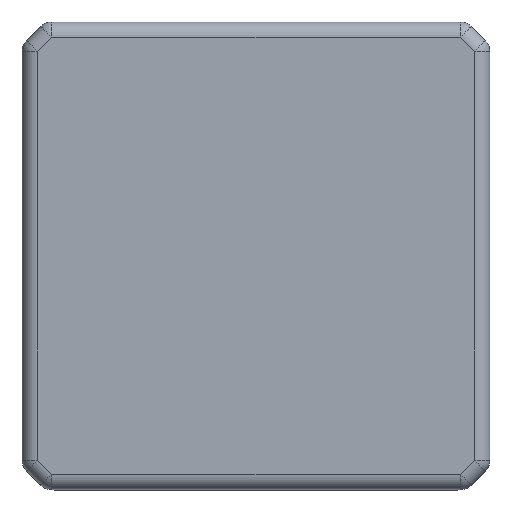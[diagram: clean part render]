
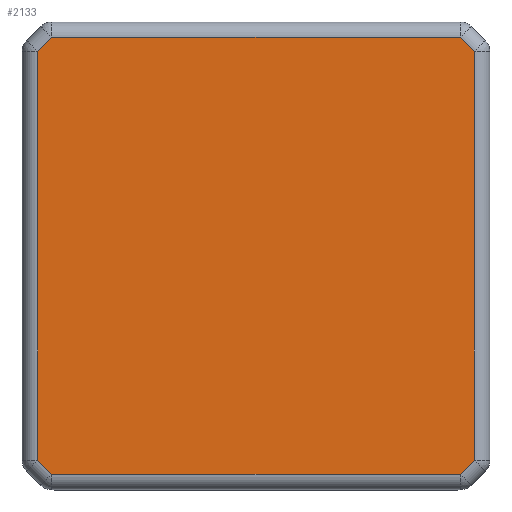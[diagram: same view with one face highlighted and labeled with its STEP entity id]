
A CAD part, top view. The second image highlights one B-rep face of the part: STEP entity #2133.
In plain terms, the highlighted planar face has unit normal (0, 0, 1).
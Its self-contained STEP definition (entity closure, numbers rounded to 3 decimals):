
#120=PLANE('',#2392);
#226=LINE('',#3579,#396);
#237=LINE('',#3644,#407);
#240=LINE('',#3648,#410);
#258=LINE('',#3703,#428);
#263=LINE('',#3711,#433);
#271=LINE('',#3723,#441);
#275=LINE('',#3729,#445);
#276=LINE('',#3731,#446);
#396=VECTOR('',#2768,10.);
#407=VECTOR('',#2843,10.);
#410=VECTOR('',#2848,10.);
#428=VECTOR('',#2912,10.);
#433=VECTOR('',#2923,10.);
#441=VECTOR('',#2937,10.);
#445=VECTOR('',#2945,10.);
#446=VECTOR('',#2948,10.);
#660=FACE_OUTER_BOUND('',#793,.T.);
#793=EDGE_LOOP('',(#1810,#1811,#1812,#1813,#1814,#1815,#1816,#1817));
#1033=VERTEX_POINT('',#3529);
#1035=VERTEX_POINT('',#3534);
#1038=VERTEX_POINT('',#3541);
#1046=VERTEX_POINT('',#3559);
#1053=VERTEX_POINT('',#3575);
#1059=VERTEX_POINT('',#3598);
#1066=VERTEX_POINT('',#3614);
#1075=VERTEX_POINT('',#3640);
#1270=EDGE_CURVE('',#1038,#1053,#226,.T.);
#1302=EDGE_CURVE('',#1066,#1075,#237,.T.);
#1305=EDGE_CURVE('',#1075,#1059,#240,.T.);
#1335=EDGE_CURVE('',#1053,#1066,#258,.T.);
#1340=EDGE_CURVE('',#1059,#1046,#263,.T.);
#1348=EDGE_CURVE('',#1046,#1035,#271,.T.);
#1352=EDGE_CURVE('',#1033,#1038,#275,.T.);
#1353=EDGE_CURVE('',#1035,#1033,#276,.T.);
#1810=ORIENTED_EDGE('',*,*,#1302,.F.);
#1811=ORIENTED_EDGE('',*,*,#1335,.F.);
#1812=ORIENTED_EDGE('',*,*,#1270,.F.);
#1813=ORIENTED_EDGE('',*,*,#1352,.F.);
#1814=ORIENTED_EDGE('',*,*,#1353,.F.);
#1815=ORIENTED_EDGE('',*,*,#1348,.F.);
#1816=ORIENTED_EDGE('',*,*,#1340,.F.);
#1817=ORIENTED_EDGE('',*,*,#1305,.F.);
#2133=ADVANCED_FACE('',(#660),#120,.T.);
#2392=AXIS2_PLACEMENT_3D('',#3745,#2974,#2975);
#2768=DIRECTION('',(0.,1.,0.));
#2843=DIRECTION('',(1.,0.,0.));
#2848=DIRECTION('',(0.707,-0.707,0.));
#2912=DIRECTION('',(0.707,0.707,0.));
#2923=DIRECTION('',(0.,-1.,0.));
#2937=DIRECTION('',(-0.707,-0.707,0.));
#2945=DIRECTION('',(-0.707,0.707,0.));
#2948=DIRECTION('',(-1.,0.,0.));
#2974=DIRECTION('center_axis',(0.,0.,1.));
#2975=DIRECTION('ref_axis',(1.,0.,0.));
#3529=CARTESIAN_POINT('',(-1.334,-1.425,1.5));
#3534=CARTESIAN_POINT('',(1.334,-1.425,1.5));
#3541=CARTESIAN_POINT('',(-1.425,-1.334,1.5));
#3559=CARTESIAN_POINT('',(1.425,-1.334,1.5));
#3575=CARTESIAN_POINT('',(-1.425,1.334,1.5));
#3579=CARTESIAN_POINT('',(-1.425,0.763,1.5));
#3598=CARTESIAN_POINT('',(1.425,1.334,1.5));
#3614=CARTESIAN_POINT('',(-1.334,1.425,1.5));
#3640=CARTESIAN_POINT('',(1.334,1.425,1.5));
#3644=CARTESIAN_POINT('',(0.763,1.425,1.5));
#3648=CARTESIAN_POINT('',(1.379,1.379,1.5));
#3703=CARTESIAN_POINT('',(-1.379,1.379,1.5));
#3711=CARTESIAN_POINT('',(1.425,-0.763,1.5));
#3723=CARTESIAN_POINT('',(1.379,-1.379,1.5));
#3729=CARTESIAN_POINT('',(-1.379,-1.379,1.5));
#3731=CARTESIAN_POINT('',(-0.763,-1.425,1.5));
#3745=CARTESIAN_POINT('Origin',(0.,0.,1.5));
